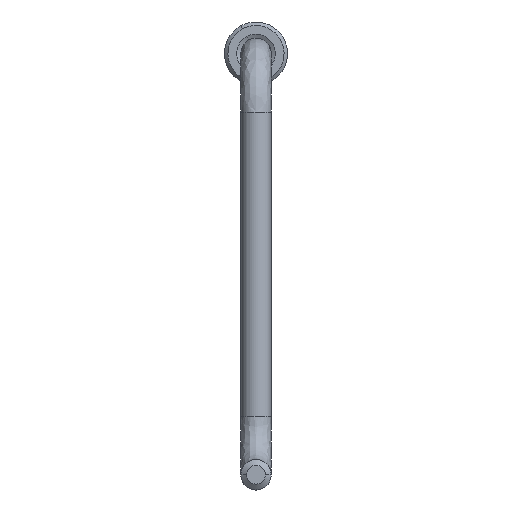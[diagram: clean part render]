
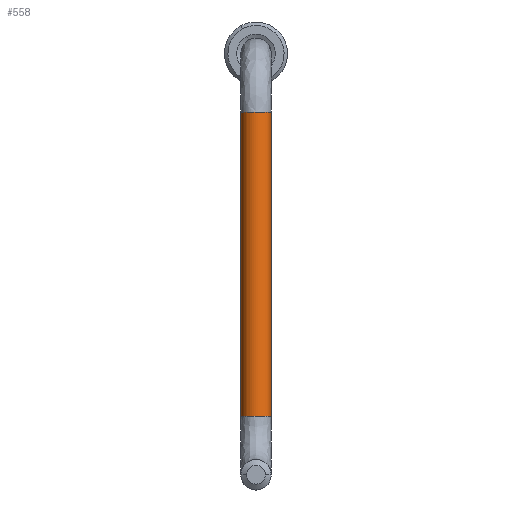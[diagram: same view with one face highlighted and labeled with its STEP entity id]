
A CAD part, front view. The second image highlights one B-rep face of the part: STEP entity #558.
In plain terms, the highlighted free-form (B-spline) face has degree [2, 1] with [5, 2] control points.
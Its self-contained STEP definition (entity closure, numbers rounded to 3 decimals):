
#356 = VERTEX_POINT('',#357);
#357 = CARTESIAN_POINT('',(6.409,-49.297,64.086
    ));
#358 = VERTEX_POINT('',#359);
#359 = CARTESIAN_POINT('',(-6.409,-49.297,
    64.086));
#463 = EDGE_CURVE('',#358,#356,#464,.T.);
#464 = ( BOUNDED_CURVE() B_SPLINE_CURVE(2,(#465,#466,#467,#468,#469),
.UNSPECIFIED.,.F.,.F.) B_SPLINE_CURVE_WITH_KNOTS((3,2,3),(1.571
,3.142,4.712),.PIECEWISE_BEZIER_KNOTS.) CURVE() 
GEOMETRIC_REPRESENTATION_ITEM() RATIONAL_B_SPLINE_CURVE((1.,
0.707,1.,0.707,1.)) REPRESENTATION_ITEM('') );
#465 = CARTESIAN_POINT('',(-6.409,-49.297,
    64.086));
#466 = CARTESIAN_POINT('',(-6.409,-55.705,
    64.086));
#467 = CARTESIAN_POINT('',(0.,-55.705,
    64.086));
#468 = CARTESIAN_POINT('',(6.409,-55.705,64.086
    ));
#469 = CARTESIAN_POINT('',(6.409,-49.297,64.086
    ));
#493 = EDGE_CURVE('',#494,#356,#496,.T.);
#494 = VERTEX_POINT('',#495);
#495 = CARTESIAN_POINT('',(6.409,-49.297,-64.086
    ));
#496 = B_SPLINE_CURVE_WITH_KNOTS('',1,(#497,#498),.UNSPECIFIED.,.F.,.F.,
  (2,2),(-65.,65.),.PIECEWISE_BEZIER_KNOTS.);
#497 = CARTESIAN_POINT('',(6.409,-49.297,-64.086
    ));
#498 = CARTESIAN_POINT('',(6.409,-49.297,64.086
    ));
#501 = VERTEX_POINT('',#502);
#502 = CARTESIAN_POINT('',(-6.409,-49.297,
    -64.086));
#510 = EDGE_CURVE('',#501,#358,#511,.T.);
#511 = B_SPLINE_CURVE_WITH_KNOTS('',1,(#512,#513),.UNSPECIFIED.,.F.,.F.,
  (2,2),(-65.,65.),.PIECEWISE_BEZIER_KNOTS.);
#512 = CARTESIAN_POINT('',(-6.409,-49.297,
    -64.086));
#513 = CARTESIAN_POINT('',(-6.409,-49.297,
    64.086));
#558 = ADVANCED_FACE('',(#559),#572,.T.);
#559 = FACE_BOUND('',#560,.T.);
#560 = EDGE_LOOP('',(#561,#562,#570,#571));
#561 = ORIENTED_EDGE('',*,*,#510,.F.);
#562 = ORIENTED_EDGE('',*,*,#563,.T.);
#563 = EDGE_CURVE('',#501,#494,#564,.T.);
#564 = ( BOUNDED_CURVE() B_SPLINE_CURVE(2,(#565,#566,#567,#568,#569),
.UNSPECIFIED.,.F.,.F.) B_SPLINE_CURVE_WITH_KNOTS((3,2,3),(3.142,
4.712,6.283),.PIECEWISE_BEZIER_KNOTS.) CURVE() 
GEOMETRIC_REPRESENTATION_ITEM() RATIONAL_B_SPLINE_CURVE((1.,
0.707,1.,0.707,1.)) REPRESENTATION_ITEM('') );
#565 = CARTESIAN_POINT('',(-6.409,-49.297,
    -64.086));
#566 = CARTESIAN_POINT('',(-6.409,-55.705,
    -64.086));
#567 = CARTESIAN_POINT('',(0.,-55.705,
    -64.086));
#568 = CARTESIAN_POINT('',(6.409,-55.705,-64.086
    ));
#569 = CARTESIAN_POINT('',(6.409,-49.297,-64.086
    ));
#570 = ORIENTED_EDGE('',*,*,#493,.T.);
#571 = ORIENTED_EDGE('',*,*,#463,.F.);
#572 = ( BOUNDED_SURFACE() B_SPLINE_SURFACE(2,1,(
    (#573,#574)
    ,(#575,#576)
    ,(#577,#578)
    ,(#579,#580)
,(#581,#582
    )),.UNSPECIFIED.,.F.,.F.,.F.) B_SPLINE_SURFACE_WITH_KNOTS((3,2,3),(2
    ,2),(0.,1.571,3.142),(-65.,65.),
.PIECEWISE_BEZIER_KNOTS.) GEOMETRIC_REPRESENTATION_ITEM() 
RATIONAL_B_SPLINE_SURFACE((
    (1.,1.)
    ,(0.707,0.707)
    ,(1.,1.)
    ,(0.707,0.707)
,(1.,1.))) REPRESENTATION_ITEM('') SURFACE() );
#573 = CARTESIAN_POINT('',(-6.409,-49.297,
    -64.086));
#574 = CARTESIAN_POINT('',(-6.409,-49.297,
    64.086));
#575 = CARTESIAN_POINT('',(-6.409,-55.705,
    -64.086));
#576 = CARTESIAN_POINT('',(-6.409,-55.705,
    64.086));
#577 = CARTESIAN_POINT('',(0.,-55.705,
    -64.086));
#578 = CARTESIAN_POINT('',(0.,-55.705,
    64.086));
#579 = CARTESIAN_POINT('',(6.409,-55.705,-64.086
    ));
#580 = CARTESIAN_POINT('',(6.409,-55.705,64.086
    ));
#581 = CARTESIAN_POINT('',(6.409,-49.297,-64.086
    ));
#582 = CARTESIAN_POINT('',(6.409,-49.297,64.086
    ));
